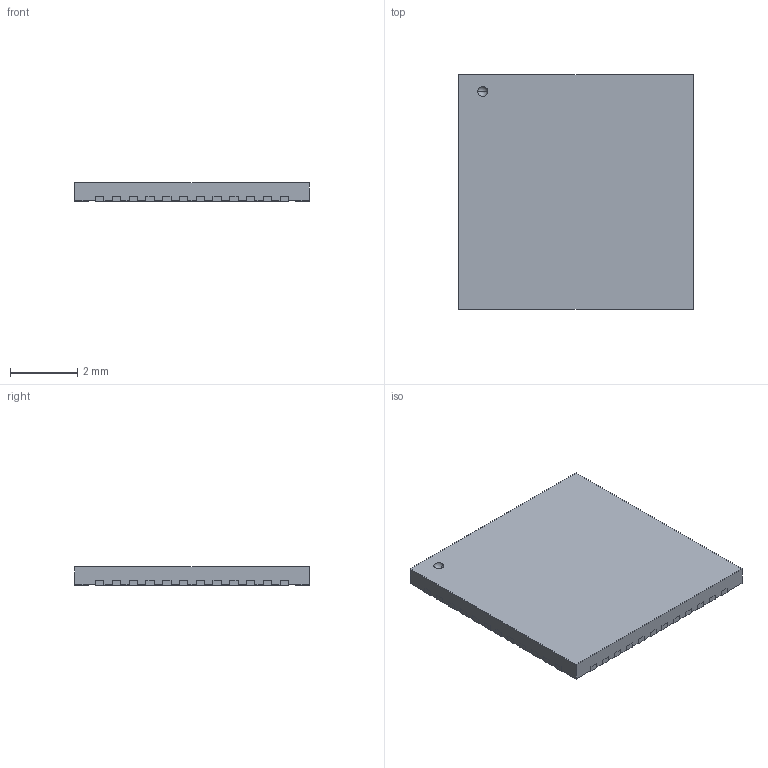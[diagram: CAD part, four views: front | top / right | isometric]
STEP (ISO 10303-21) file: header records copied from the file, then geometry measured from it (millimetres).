
FILE_DESCRIPTION (( 'STEP AP214' ), '1' );
FILE_NAME ('8DF4B473-B0F7-4A3B-B891-A21AB4B52B92.STEP', '2025-12-07T11:12:53', ( '' ), ( '' ), 'SwSTEP 2.0', 'SolidWorks 2022', '' );
FILE_SCHEMA (( 'AUTOMOTIVE_DESIGN' ));
Length unit declared in the file: millimetre
Products named in the file (1): 8DF4B473-B0F7-4A3B-B891-A21AB4B52B92
Bounding box: 7 x 7 x 0.55 mm (x, y, z)
Volume: 26.7 mm3; surface area: 197.9 mm2
Topology: 50 solids, 50 shells, 522 faces, 1268 edges, 845 vertices
Faces by surface type: plane 397, cylinder 123, sphere 2
Entity records: 18963 total; most frequent: CARTESIAN_POINT 2630, DIRECTION 2560, ORIENTED_EDGE 2528, EDGE_CURVE 1264, VECTOR 1014, LINE 1014, VERTEX_POINT 843, AXIS2_PLACEMENT_3D 773
